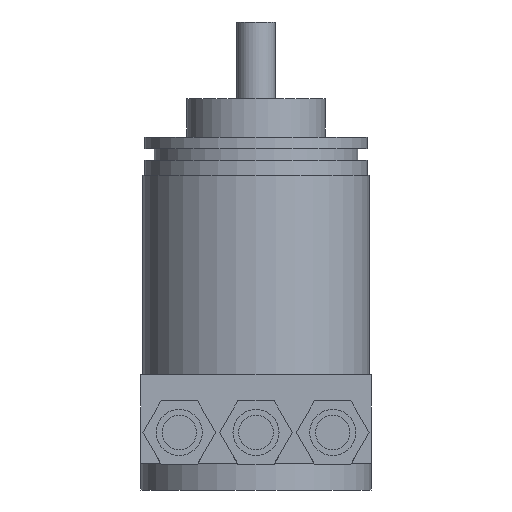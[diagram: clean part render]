
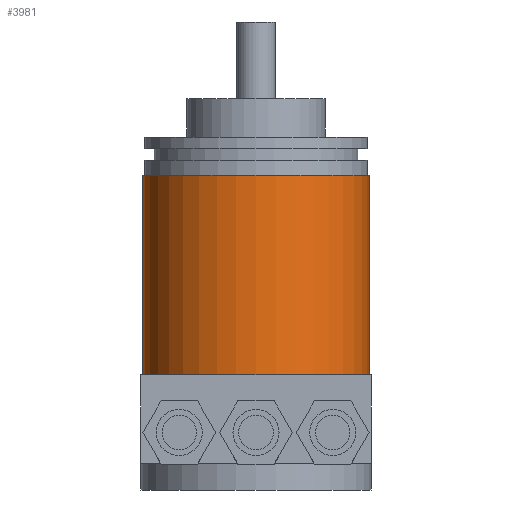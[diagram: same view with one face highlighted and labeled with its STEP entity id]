
A CAD part, front view. The second image highlights one B-rep face of the part: STEP entity #3981.
In plain terms, the highlighted cylindrical face has radius 29.5 mm (diameter 59 mm), a partial arc.
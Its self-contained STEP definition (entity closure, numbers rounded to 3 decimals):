
#72=CARTESIAN_POINT('',(0.,0.,0.));
#73=DIRECTION('',(0.,0.,-1.));
#74=DIRECTION('',(1.,0.,0.));
#75=AXIS2_PLACEMENT_3D('',#72,#73,#74);
#1443=DIRECTION('',(0.,0.,1.));
#1444=VECTOR('',#1443,52.);
#1445=CARTESIAN_POINT('',(29.5,0.,0.));
#1446=LINE('',#1445,#1444);
#1450=DIRECTION('',(0.,0.,1.));
#1451=VECTOR('',#1450,52.);
#1452=CARTESIAN_POINT('',(-29.5,0.,0.));
#1453=LINE('',#1452,#1451);
#1457=CARTESIAN_POINT('',(0.,0.,52.));
#1458=DIRECTION('',(0.,0.,-1.));
#1459=DIRECTION('',(1.,0.,0.));
#1460=AXIS2_PLACEMENT_3D('',#1457,#1458,#1459);
#2216=CARTESIAN_POINT('',(29.5,0.,52.));
#2217=CARTESIAN_POINT('',(-29.5,0.,52.));
#2218=VERTEX_POINT('',#2216);
#2219=VERTEX_POINT('',#2217);
#2220=CARTESIAN_POINT('',(29.5,0.,0.));
#2221=CARTESIAN_POINT('',(-29.5,0.,0.));
#2222=VERTEX_POINT('',#2220);
#2223=VERTEX_POINT('',#2221);
#3967=CARTESIAN_POINT('',(0.,0.,0.));
#3968=DIRECTION('',(0.,0.,-1.));
#3969=DIRECTION('',(1.,0.,0.));
#3970=AXIS2_PLACEMENT_3D('',#3967,#3968,#3969);
#3971=CYLINDRICAL_SURFACE('',#3970,29.5);
#3972=ORIENTED_EDGE('',*,*,#2431,.T.);
#3974=ORIENTED_EDGE('',*,*,#3973,.T.);
#3976=ORIENTED_EDGE('',*,*,#3975,.F.);
#3978=ORIENTED_EDGE('',*,*,#3977,.F.);
#3979=EDGE_LOOP('',(#3972,#3974,#3976,#3978));
#3980=FACE_OUTER_BOUND('',#3979,.F.);
#3981=ADVANCED_FACE('',(#3980),#3971,.T.);
#76=CIRCLE('',#75,29.5);
#1461=CIRCLE('',#1460,29.5);
#2431=EDGE_CURVE('',#2222,#2223,#76,.T.);
#3973=EDGE_CURVE('',#2223,#2219,#1453,.T.);
#3975=EDGE_CURVE('',#2218,#2219,#1461,.T.);
#3977=EDGE_CURVE('',#2222,#2218,#1446,.T.);
